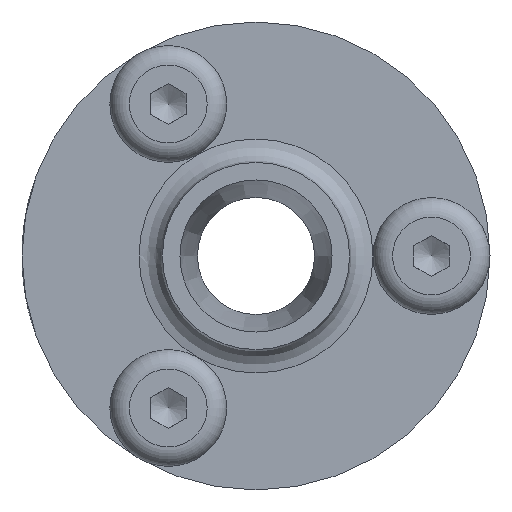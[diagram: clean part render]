
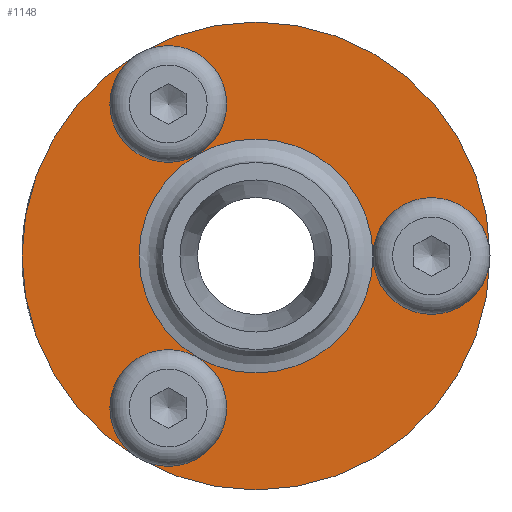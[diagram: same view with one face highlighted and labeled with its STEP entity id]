
A CAD part, left-side view. The second image highlights one B-rep face of the part: STEP entity #1148.
In plain terms, the highlighted planar face has unit normal (-1, 0, 0).
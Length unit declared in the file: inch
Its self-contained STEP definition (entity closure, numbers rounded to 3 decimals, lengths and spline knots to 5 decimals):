
#843=CARTESIAN_POINT('',(-0.21257,0.47643,-0.45282));
#844=VERTEX_POINT('',#843);
#845=CARTESIAN_POINT('',(-0.21257,0.39524,-0.40595));
#846=DIRECTION('',(1.0,0.,0.));
#847=DIRECTION('',(0.,-0.866,0.5));
#848=AXIS2_PLACEMENT_3D('',#845,#846,#847);
#849=CIRCLE('',#848,0.09375);
#850=EDGE_CURVE('',#844,#844,#849,.T.);
#892=CARTESIAN_POINT('',(-0.21257,-0.38907,-0.04688));
#893=VERTEX_POINT('',#892);
#894=CARTESIAN_POINT('',(-0.21257,-0.30788,0.));
#895=DIRECTION('',(1.0,0.,0.));
#896=DIRECTION('',(0.,0.866,0.5));
#897=AXIS2_PLACEMENT_3D('',#894,#895,#896);
#898=CIRCLE('',#897,0.09375);
#899=EDGE_CURVE('',#893,#893,#898,.T.);
#941=CARTESIAN_POINT('',(-0.21257,0.39524,0.4997));
#942=VERTEX_POINT('',#941);
#943=CARTESIAN_POINT('',(-0.21257,0.39524,0.40595));
#944=DIRECTION('',(1.0,0.0,0.0));
#945=DIRECTION('',(0.0,0.0,-1.0));
#946=AXIS2_PLACEMENT_3D('',#943,#944,#945);
#947=CIRCLE('',#946,0.09375);
#948=EDGE_CURVE('',#942,#942,#947,.T.);
#1105=CARTESIAN_POINT('',(-0.21257,0.47337,0.0));
#1106=VERTEX_POINT('',#1105);
#1107=CARTESIAN_POINT('',(-0.21257,0.16087,0.0));
#1108=DIRECTION('',(1.0,0.0,0.0));
#1109=DIRECTION('',(0.0,1.0,0.0));
#1110=AXIS2_PLACEMENT_3D('',#1107,#1108,#1109);
#1111=CIRCLE('',#1110,0.3125);
#1112=EDGE_CURVE('',#1106,#1106,#1111,.T.);
#1120=CARTESIAN_POINT('',(-0.21257,0.62962,0.0));
#1121=DIRECTION('',(-1.0,0.0,0.0));
#1122=DIRECTION('',(0.0,0.0,1.0));
#1123=AXIS2_PLACEMENT_3D('',#1120,#1121,#1122);
#1124=PLANE('',#1123);
#1125=CARTESIAN_POINT('',(-0.21257,0.78587,0.0));
#1126=VERTEX_POINT('',#1125);
#1127=CARTESIAN_POINT('',(-0.21257,0.16087,0.0));
#1128=DIRECTION('',(1.0,0.0,0.0));
#1129=DIRECTION('',(0.0,1.0,0.0));
#1130=AXIS2_PLACEMENT_3D('',#1127,#1128,#1129);
#1131=CIRCLE('',#1130,0.625);
#1132=EDGE_CURVE('',#1126,#1126,#1131,.T.);
#1133=ORIENTED_EDGE('',*,*,#1132,.F.);
#1134=EDGE_LOOP('',(#1133));
#1135=FACE_OUTER_BOUND('',#1134,.T.);
#1136=ORIENTED_EDGE('',*,*,#850,.T.);
#1137=EDGE_LOOP('',(#1136));
#1138=FACE_BOUND('',#1137,.T.);
#1139=ORIENTED_EDGE('',*,*,#899,.T.);
#1140=EDGE_LOOP('',(#1139));
#1141=FACE_BOUND('',#1140,.T.);
#1142=ORIENTED_EDGE('',*,*,#948,.T.);
#1143=EDGE_LOOP('',(#1142));
#1144=FACE_BOUND('',#1143,.T.);
#1145=ORIENTED_EDGE('',*,*,#1112,.T.);
#1146=EDGE_LOOP('',(#1145));
#1147=FACE_BOUND('',#1146,.T.);
#1148=ADVANCED_FACE('',(#1135,#1138,#1141,#1144,#1147),#1124,.T.);
